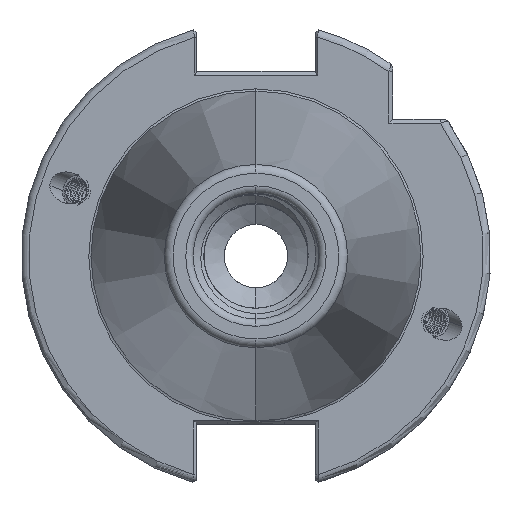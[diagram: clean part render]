
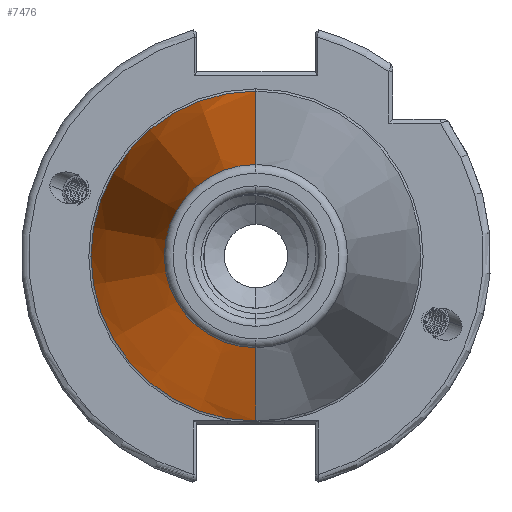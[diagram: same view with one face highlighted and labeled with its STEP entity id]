
A CAD part, left-side view. The second image highlights one B-rep face of the part: STEP entity #7476.
In plain terms, the highlighted conical face has half-angle 8.297 degrees and reference radius 22.692 mm.
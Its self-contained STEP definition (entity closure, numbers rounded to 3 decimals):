
#306 = FACE_OUTER_BOUND ( 'NONE', #8714, .T. ) ;
#700 = CONICAL_SURFACE ( 'NONE', #5799, 22.692, 0.145 ) ;
#817 = CIRCLE ( 'NONE', #9317, 12.4 ) ;
#830 = CIRCLE ( 'NONE', #9331, 22.327 ) ;
#3515 = VERTEX_POINT ( 'NONE', #17860 ) ;
#3524 = VERTEX_POINT ( 'NONE', #17861 ) ;
#3595 = VERTEX_POINT ( 'NONE', #17870 ) ;
#3598 = VERTEX_POINT ( 'NONE', #17871 ) ;
#4274 = ORIENTED_EDGE ( 'NONE', *, *, #16091, .F. ) ;
#4275 = ORIENTED_EDGE ( 'NONE', *, *, #16089, .T. ) ;
#4276 = ORIENTED_EDGE ( 'NONE', *, *, #16090, .F. ) ;
#4277 = ORIENTED_EDGE ( 'NONE', *, *, #16072, .T. ) ;
#5799 = AXIS2_PLACEMENT_3D ( 'NONE', #16304, #16305, #16306 ) ;
#7476 = ADVANCED_FACE ( 'NONE', ( #306 ), #700, .T. ) ;
#8714 = EDGE_LOOP ( 'NONE', ( #4277, #4275, #4276, #4274 ) ) ;
#9317 = AXIS2_PLACEMENT_3D ( 'NONE', #15264, #15265, #15266 ) ;
#9331 = AXIS2_PLACEMENT_3D ( 'NONE', #10629, #10636, #10637 ) ;
#9337 = VECTOR ( 'NONE', #10635, 1000. ) ;
#9339 = VECTOR ( 'NONE', #10641, 1000. ) ;
#10629 = CARTESIAN_POINT ( 'NONE',  ( -2.5, 0., 0. ) ) ;
#10633 = LINE ( 'NONE', #10634, #9337 ) ;
#10634 = CARTESIAN_POINT ( 'NONE',  ( 0., 0., 22.692 ) ) ;
#10635 = DIRECTION ( 'NONE',  ( 0.99, 0., 0.144 ) ) ;
#10636 = DIRECTION ( 'NONE',  ( 1., 0., 0. ) ) ;
#10637 = DIRECTION ( 'NONE',  ( 0., 0., -1. ) ) ;
#10639 = LINE ( 'NONE', #10640, #9339 ) ;
#10640 = CARTESIAN_POINT ( 'NONE',  ( 0., 0., -22.692 ) ) ;
#10641 = DIRECTION ( 'NONE',  ( 0.99, 0., -0.144 ) ) ;
#15264 = CARTESIAN_POINT ( 'NONE',  ( -70.573, 0., 0. ) ) ;
#15265 = DIRECTION ( 'NONE',  ( 1., 0., 0. ) ) ;
#15266 = DIRECTION ( 'NONE',  ( 0., 0., 1. ) ) ;
#16072 = EDGE_CURVE ( 'NONE', #3524, #3515, #817, .T. ) ;
#16089 = EDGE_CURVE ( 'NONE', #3515, #3595, #10633, .T. ) ;
#16090 = EDGE_CURVE ( 'NONE', #3598, #3595, #830, .T. ) ;
#16091 = EDGE_CURVE ( 'NONE', #3524, #3598, #10639, .T. ) ;
#16304 = CARTESIAN_POINT ( 'NONE',  ( 0., 0., 0. ) ) ;
#16305 = DIRECTION ( 'NONE',  ( 1., 0., 0. ) ) ;
#16306 = DIRECTION ( 'NONE',  ( 0., 0., -1. ) ) ;
#17860 = CARTESIAN_POINT ( 'NONE',  ( -70.573, 0., 12.4 ) ) ;
#17861 = CARTESIAN_POINT ( 'NONE',  ( -70.573, 0., -12.4 ) ) ;
#17870 = CARTESIAN_POINT ( 'NONE',  ( -2.5, 0., 22.327 ) ) ;
#17871 = CARTESIAN_POINT ( 'NONE',  ( -2.5, 0., -22.327 ) ) ;
